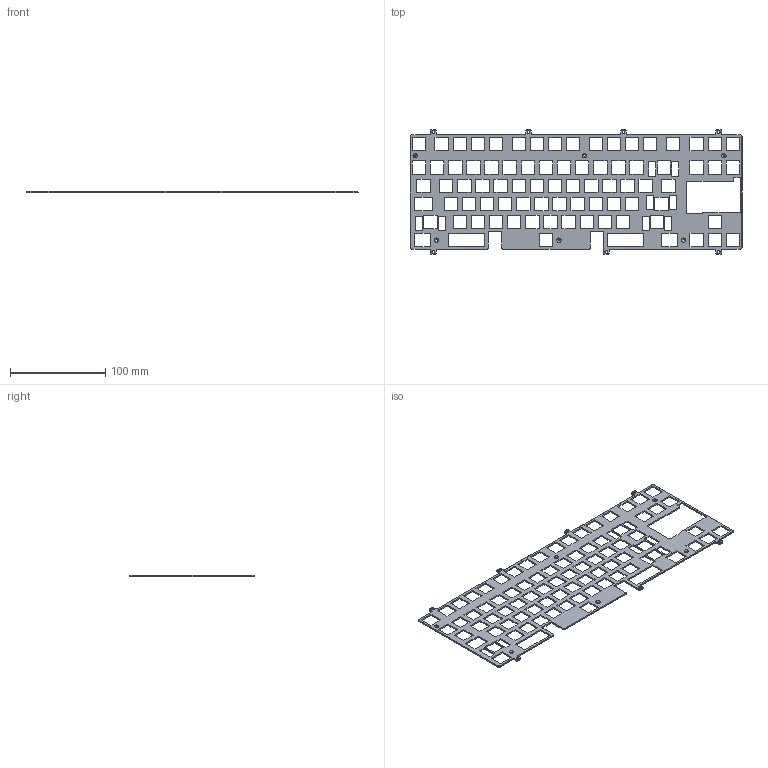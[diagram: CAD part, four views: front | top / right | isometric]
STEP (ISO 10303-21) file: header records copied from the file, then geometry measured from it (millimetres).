
FILE_DESCRIPTION((''),'2;1');
FILE_NAME('MY2K-DINGWEIBAN-SONG-20241019','2025-02-19T',('XiaoYu'),(''),'PRO/ENGINEER BY PARAMETRIC TECHNOLOGY CORPORATION, 2015240','PRO/ENGINEER BY PARAMETRIC TECHNOLOGY CORPORATION, 2015240','');
FILE_SCHEMA(('CONFIG_CONTROL_DESIGN'));
Length unit declared in the file: millimetre
Products named in the file (1): MY2K-DINGWEIBAN-SONG-20241019
Bounding box: 348.81 x 131.2 x 1.5 mm (x, y, z)
Volume: 32395.2 mm3; surface area: 52873.7 mm2
Topology: 1 solids, 1 shells, 573 faces, 1655 edges, 1084 vertices
Faces by surface type: plane 446, cylinder 67, cone 60
Entity records: 19033 total; most frequent: CARTESIAN_POINT 3312, ORIENTED_EDGE 3310, DIRECTION 3035, EDGE_CURVE 1655, VECTOR 1421, LINE 1421, VERTEX_POINT 1084, AXIS2_PLACEMENT_3D 807
